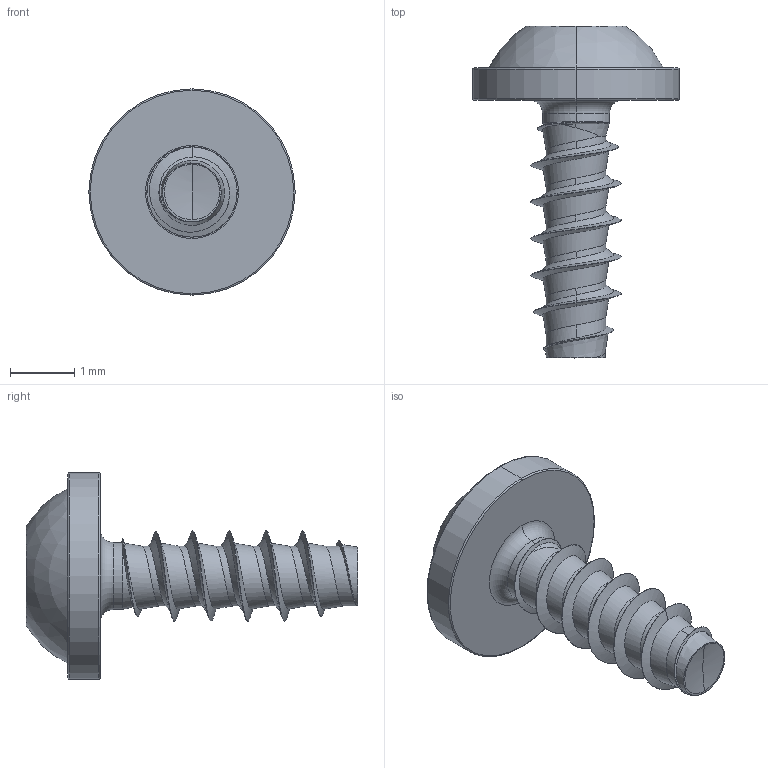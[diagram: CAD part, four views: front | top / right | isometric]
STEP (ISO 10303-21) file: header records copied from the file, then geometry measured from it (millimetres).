
FILE_DESCRIPTION (( 'STEP AP203' ), '1' );
FILE_NAME ('STP380140040.STEP', '2017-08-15T17:03:22', ( '' ), ( '' ), 'SwSTEP 2.0', 'SolidWorks 2015', '' );
FILE_SCHEMA (( 'CONFIG_CONTROL_DESIGN' ));
Length unit declared in the file: millimetre
Products named in the file (1): STP380140040
Bounding box: 3.2 x 5.15 x 3.2 mm (x, y, z)
Volume: 9.1 mm3; surface area: 44.1 mm2
Topology: 1 solids, 1 shells, 97 faces, 236 edges, 142 vertices
Faces by surface type: cylinder 37, bspline 35, cone 10, torus 8, sphere 4, plane 3
Entity records: 10597 total; most frequent: CARTESIAN_POINT 8593, ORIENTED_EDGE 468, DIRECTION 309, EDGE_CURVE 234, VERTEX_POINT 142, AXIS2_PLACEMENT_3D 129, B_SPLINE_CURVE_WITH_KNOTS 104, EDGE_LOOP 100
